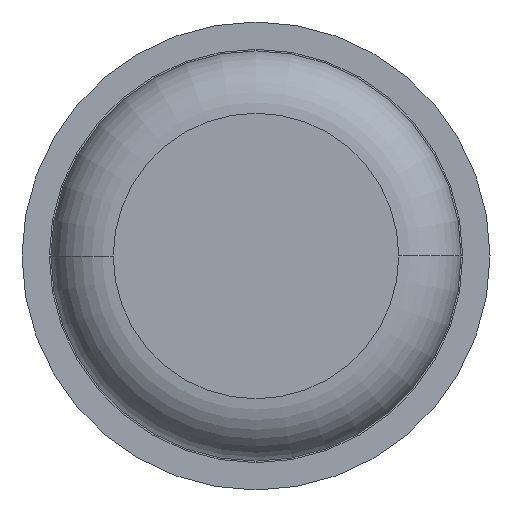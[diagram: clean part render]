
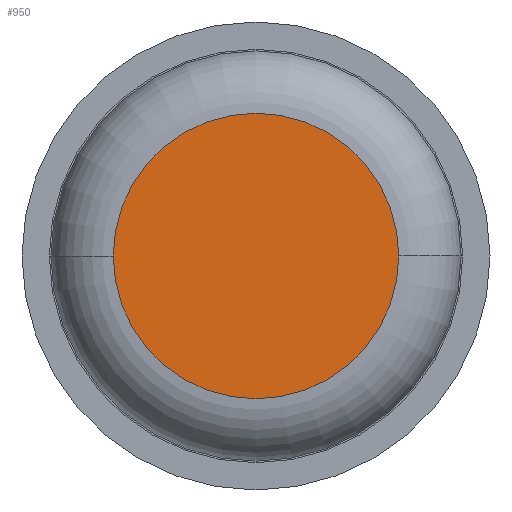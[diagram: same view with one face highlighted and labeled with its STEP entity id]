
A CAD part, front view. The second image highlights one B-rep face of the part: STEP entity #950.
In plain terms, the highlighted planar face has unit normal (0, -1, 0).
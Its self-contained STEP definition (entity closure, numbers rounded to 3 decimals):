
#342 = FACE_OUTER_BOUND ( 'NONE', #3812, .T. ) ;
#374 = VERTEX_POINT ( 'NONE', #3393 ) ;
#420 = DIRECTION ( 'NONE',  ( 0., -1., 0. ) ) ;
#579 = AXIS2_PLACEMENT_3D ( 'NONE', #4105, #668, #2741 ) ;
#668 = DIRECTION ( 'NONE',  ( 0., -1., 0. ) ) ;
#750 = DIRECTION ( 'NONE',  ( -1., 0., 0. ) ) ;
#950 = ADVANCED_FACE ( 'Defeature ausgef�hrt1_6', ( #342 ), #1770, .F. ) ;
#1055 = EDGE_CURVE ( 'Defeature ausgef�hrt1_6+Defeature ausgef�hrt1_7+Defeature ausgef�hrt1_7+Defeature ausgef�hrt1_7', #2793, #374, #3836, .T. ) ;
#1269 = AXIS2_PLACEMENT_3D ( 'NONE', #4197, #420, #750 ) ;
#1326 = EDGE_CURVE ( 'Defeature ausgef�hrt1_6+Defeature ausgef�hrt1_7+Defeature ausgef�hrt1_7+Defeature ausgef�hrt1_7', #374, #2793, #2562, .T. ) ;
#1770 = PLANE ( 'NONE',  #3904 ) ;
#2014 = ORIENTED_EDGE ( 'NONE', *, *, #1326, .T. ) ;
#2325 = ORIENTED_EDGE ( 'NONE', *, *, #1055, .T. ) ;
#2562 = CIRCLE ( 'NONE', #579, 0.915 ) ;
#2713 = CARTESIAN_POINT ( 'NONE',  ( 0.915, 0., 0. ) ) ;
#2741 = DIRECTION ( 'NONE',  ( -1., 0., 0. ) ) ;
#2793 = VERTEX_POINT ( 'NONE', #2713 ) ;
#3096 = DIRECTION ( 'NONE',  ( 0., 1., 0. ) ) ;
#3393 = CARTESIAN_POINT ( 'NONE',  ( -0.915, 0., 0. ) ) ;
#3802 = CARTESIAN_POINT ( 'NONE',  ( 0., 0., 0. ) ) ;
#3812 = EDGE_LOOP ( 'NONE', ( #2014, #2325 ) ) ;
#3836 = CIRCLE ( 'NONE', #1269, 0.915 ) ;
#3904 = AXIS2_PLACEMENT_3D ( 'NONE', #3802, #3096, #4134 ) ;
#4105 = CARTESIAN_POINT ( 'NONE',  ( 0., 0., 0. ) ) ;
#4134 = DIRECTION ( 'NONE',  ( -1., 0., 0. ) ) ;
#4197 = CARTESIAN_POINT ( 'NONE',  ( 0., 0., 0. ) ) ;
